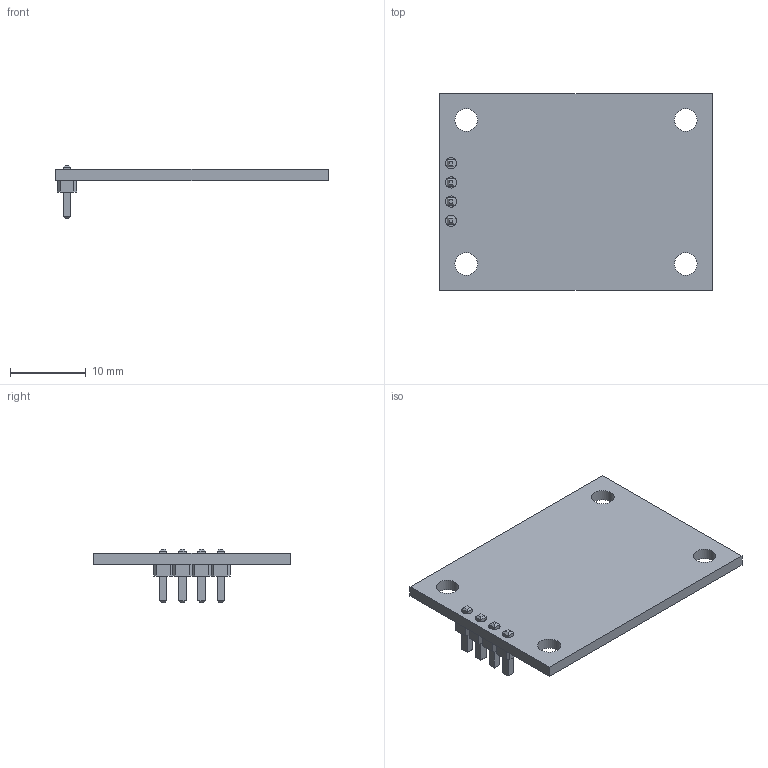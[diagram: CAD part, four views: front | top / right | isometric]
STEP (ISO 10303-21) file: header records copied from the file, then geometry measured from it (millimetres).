
FILE_DESCRIPTION(('FreeCAD Model'),'2;1');
FILE_NAME('Open CASCADE Shape Model','2024-12-08T19:30:05',(''),(''), 'Open CASCADE STEP processor 7.8','FreeCAD','Unknown');
FILE_SCHEMA(('AUTOMOTIVE_DESIGN { 1 0 10303 214 1 1 1 1 }'));
Length unit declared in the file: millimetre
Products named in the file (1): HiLetGo_GPS_Module
Bounding box: 36 x 26 x 7 mm (x, y, z)
Volume: 1409.4 mm3; surface area: 2208.3 mm2
Topology: 1 solids, 1 shells, 117 faces, 274 edges, 172 vertices
Faces by surface type: plane 109, cylinder 8
Full cylindrical faces by diameter (mm): 1.5 x4, 3 x4
Entity records: 3286 total; most frequent: CARTESIAN_POINT 564, ORIENTED_EDGE 548, DIRECTION 526, EDGE_CURVE 274, LINE 258, VECTOR 258, VERTEX_POINT 172, FACE_BOUND 138
